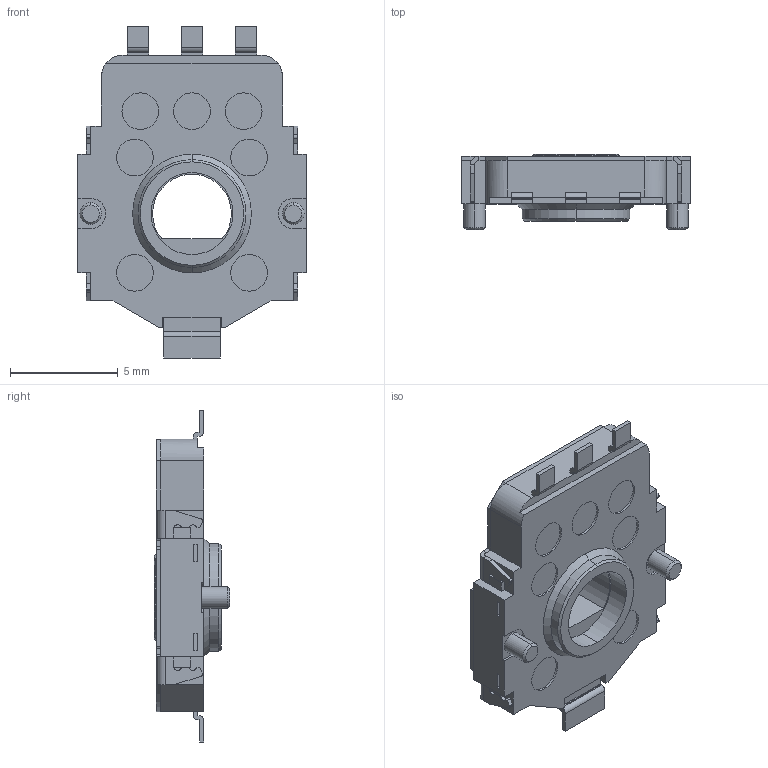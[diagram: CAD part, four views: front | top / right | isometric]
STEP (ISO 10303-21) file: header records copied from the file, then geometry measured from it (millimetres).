
FILE_DESCRIPTION (( 'STEP AP214' ), '1' );
FILE_NAME ('EVW-AE4001B14.STEP', '2020-10-31T00:25:27', ( '' ), ( '' ), 'SwSTEP 2.0', 'SolidWorks 2017', '' );
FILE_SCHEMA (( 'AUTOMOTIVE_DESIGN' ));
Length unit declared in the file: millimetre
Products named in the file (1): EVW-AE4001B14
Bounding box: 10.6 x 3.5 x 15.4 mm (x, y, z)
Volume: 244.2 mm3; surface area: 664.7 mm2
Topology: 7 solids, 7 shells, 291 faces, 742 edges, 480 vertices
Faces by surface type: plane 194, cylinder 85, cone 12
Entity records: 8831 total; most frequent: CARTESIAN_POINT 1520, DIRECTION 1509, ORIENTED_EDGE 1484, EDGE_CURVE 742, LINE 555, VECTOR 555, VERTEX_POINT 480, AXIS2_PLACEMENT_3D 477
